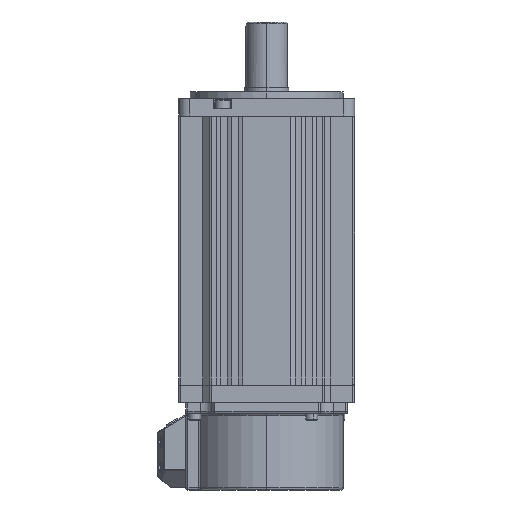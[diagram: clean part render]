
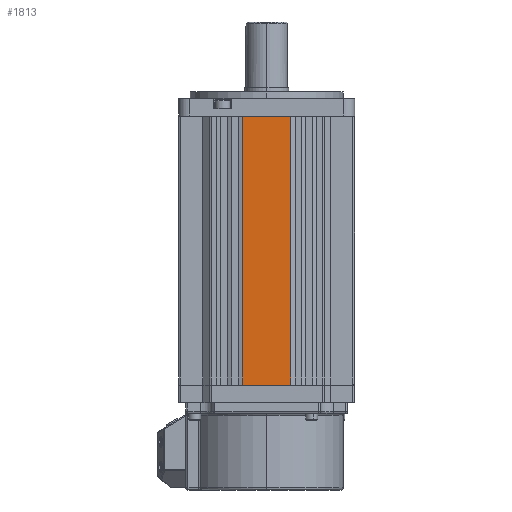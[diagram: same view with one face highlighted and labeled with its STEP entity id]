
A CAD part, left-side view. The second image highlights one B-rep face of the part: STEP entity #1813.
In plain terms, the highlighted planar face has unit normal (-1, 0, 0).
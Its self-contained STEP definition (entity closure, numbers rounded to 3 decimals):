
#212 = VERTEX_POINT ( 'NONE', #1405 ) ;
#404 = VECTOR ( 'NONE', #3177, 1000. ) ;
#1405 = CARTESIAN_POINT ( 'NONE',  ( -80.262, -230.04, -325.493 ) ) ;
#1800 = DIRECTION ( 'NONE',  ( 0., 1., 0. ) ) ;
#1813 = ADVANCED_FACE ( 'NONE', ( #3239 ), #10070, .T. ) ;
#1868 = EDGE_CURVE ( 'NONE', #20959, #17381, #6731, .T. ) ;
#2805 = DIRECTION ( 'NONE',  ( 0., 1., 0. ) ) ;
#2867 = VECTOR ( 'NONE', #11278, 1000. ) ;
#3177 = DIRECTION ( 'NONE',  ( 0., 1., 0. ) ) ;
#3239 = FACE_OUTER_BOUND ( 'NONE', #4181, .T. ) ;
#3286 = LINE ( 'NONE', #10118, #404 ) ;
#3349 = CARTESIAN_POINT ( 'NONE',  ( -80.262, -214.779, -202.493 ) ) ;
#4041 = VERTEX_POINT ( 'NONE', #8202 ) ;
#4181 = EDGE_LOOP ( 'NONE', ( #21465, #20303, #15262, #6312 ) ) ;
#4333 = EDGE_CURVE ( 'NONE', #4041, #20959, #15300, .T. ) ;
#4703 = CARTESIAN_POINT ( 'NONE',  ( -80.262, -214.779, -400.893 ) ) ;
#6139 = LINE ( 'NONE', #19758, #2867 ) ;
#6312 = ORIENTED_EDGE ( 'NONE', *, *, #1868, .T. ) ;
#6731 = LINE ( 'NONE', #3349, #20327 ) ;
#8202 = CARTESIAN_POINT ( 'NONE',  ( -80.262, -251.919, -325.493 ) ) ;
#8899 = EDGE_CURVE ( 'NONE', #212, #17381, #6139, .T. ) ;
#8923 = AXIS2_PLACEMENT_3D ( 'NONE', #4703, #16883, #2805 ) ;
#10070 = PLANE ( 'NONE',  #8923 ) ;
#10118 = CARTESIAN_POINT ( 'NONE',  ( -80.262, -281.179, -325.493 ) ) ;
#11278 = DIRECTION ( 'NONE',  ( 0., 0., 1. ) ) ;
#15262 = ORIENTED_EDGE ( 'NONE', *, *, #4333, .T. ) ;
#15300 = LINE ( 'NONE', #20421, #20941 ) ;
#16091 = CARTESIAN_POINT ( 'NONE',  ( -80.262, -251.919, -202.493 ) ) ;
#16883 = DIRECTION ( 'NONE',  ( -1., 0., 0. ) ) ;
#17381 = VERTEX_POINT ( 'NONE', #21313 ) ;
#19758 = CARTESIAN_POINT ( 'NONE',  ( -80.262, -230.04, -408.893 ) ) ;
#20212 = DIRECTION ( 'NONE',  ( 0., 0., 1. ) ) ;
#20303 = ORIENTED_EDGE ( 'NONE', *, *, #20583, .F. ) ;
#20327 = VECTOR ( 'NONE', #1800, 1000. ) ;
#20421 = CARTESIAN_POINT ( 'NONE',  ( -80.262, -251.919, -400.893 ) ) ;
#20583 = EDGE_CURVE ( 'NONE', #4041, #212, #3286, .T. ) ;
#20941 = VECTOR ( 'NONE', #20212, 1000. ) ;
#20959 = VERTEX_POINT ( 'NONE', #16091 ) ;
#21313 = CARTESIAN_POINT ( 'NONE',  ( -80.262, -230.04, -202.493 ) ) ;
#21465 = ORIENTED_EDGE ( 'NONE', *, *, #8899, .F. ) ;
